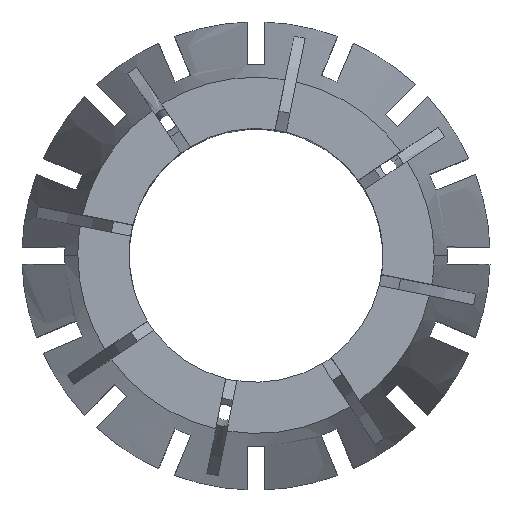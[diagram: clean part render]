
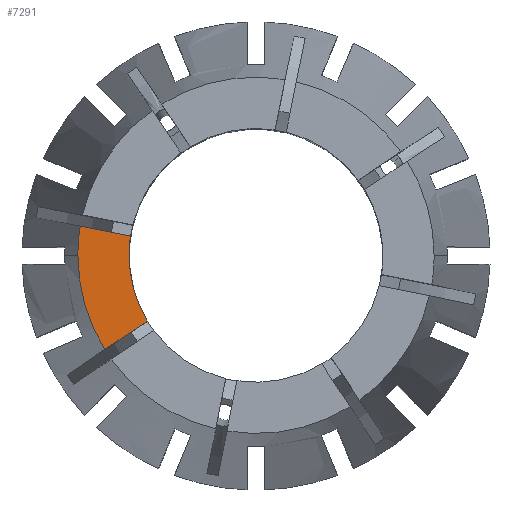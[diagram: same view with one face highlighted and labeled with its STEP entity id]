
A CAD part, top view. The second image highlights one B-rep face of the part: STEP entity #7291.
In plain terms, the highlighted planar face has unit normal (0, 0, 1).
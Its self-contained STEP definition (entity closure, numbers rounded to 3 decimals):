
#94 = CARTESIAN_POINT ( 'NONE',  ( -0.098, -0.49, 0. ) ) ;
#129 = DIRECTION ( 'NONE',  ( 0.981, -0.195, 0. ) ) ;
#289 = ORIENTED_EDGE ( 'NONE', *, *, #3936, .T. ) ;
#304 = DIRECTION ( 'NONE',  ( 0., 0., -1. ) ) ;
#404 = CARTESIAN_POINT ( 'NONE',  ( 0., 0., 0. ) ) ;
#539 = VERTEX_POINT ( 'NONE', #5620 ) ;
#849 = LINE ( 'NONE', #94, #1397 ) ;
#896 = ORIENTED_EDGE ( 'NONE', *, *, #5472, .T. ) ;
#1017 = DIRECTION ( 'NONE',  ( 0., 0., 1. ) ) ;
#1245 = CARTESIAN_POINT ( 'NONE',  ( -9.508, -5.752, 0. ) ) ;
#1317 = DIRECTION ( 'NONE',  ( 0.831, 0.556, 0. ) ) ;
#1397 = VECTOR ( 'NONE', #129, 1000. ) ;
#1454 = PLANE ( 'NONE',  #4034 ) ;
#1674 = CARTESIAN_POINT ( 'NONE',  ( -11.113, 0., 0. ) ) ;
#2005 = CIRCLE ( 'NONE', #4713, 15.595 ) ;
#2176 = DIRECTION ( 'NONE',  ( 1., 0., 0. ) ) ;
#2192 = DIRECTION ( 'NONE',  ( 1., 0., 0. ) ) ;
#2206 = CIRCLE ( 'NONE', #2250, 11.113 ) ;
#2250 = AXIS2_PLACEMENT_3D ( 'NONE', #2256, #1017, #2176 ) ;
#2256 = CARTESIAN_POINT ( 'NONE',  ( 0., 0., 0. ) ) ;
#2344 = ORIENTED_EDGE ( 'NONE', *, *, #5250, .T. ) ;
#2350 = AXIS2_PLACEMENT_3D ( 'NONE', #4817, #3731, #6623 ) ;
#2433 = CARTESIAN_POINT ( 'NONE',  ( 0., 0., 0. ) ) ;
#2455 = FACE_OUTER_BOUND ( 'NONE', #7430, .T. ) ;
#2477 = ORIENTED_EDGE ( 'NONE', *, *, #3354, .F. ) ;
#2586 = VECTOR ( 'NONE', #1317, 1000. ) ;
#2752 = VERTEX_POINT ( 'NONE', #1245 ) ;
#3110 = AXIS2_PLACEMENT_3D ( 'NONE', #2433, #3596, #6412 ) ;
#3354 = EDGE_CURVE ( 'NONE', #539, #4627, #849, .T. ) ;
#3596 = DIRECTION ( 'NONE',  ( 0., 0., 1. ) ) ;
#3731 = DIRECTION ( 'NONE',  ( 0., 0., 1. ) ) ;
#3912 = CARTESIAN_POINT ( 'NONE',  ( -13.238, -8.244, 0. ) ) ;
#3936 = EDGE_CURVE ( 'NONE', #5476, #2752, #5780, .T. ) ;
#4034 = AXIS2_PLACEMENT_3D ( 'NONE', #4269, #304, #5490 ) ;
#4269 = CARTESIAN_POINT ( 'NONE',  ( 0., 0., 0. ) ) ;
#4335 = EDGE_CURVE ( 'NONE', #4638, #2752, #4409, .T. ) ;
#4409 = CIRCLE ( 'NONE', #2350, 11.113 ) ;
#4525 = VERTEX_POINT ( 'NONE', #5622 ) ;
#4545 = ORIENTED_EDGE ( 'NONE', *, *, #4571, .F. ) ;
#4571 = EDGE_CURVE ( 'NONE', #4627, #4638, #2206, .T. ) ;
#4627 = VERTEX_POINT ( 'NONE', #5124 ) ;
#4638 = VERTEX_POINT ( 'NONE', #1674 ) ;
#4713 = AXIS2_PLACEMENT_3D ( 'NONE', #404, #7433, #2192 ) ;
#4817 = CARTESIAN_POINT ( 'NONE',  ( 0., 0., 0. ) ) ;
#4849 = CIRCLE ( 'NONE', #3110, 15.595 ) ;
#5124 = CARTESIAN_POINT ( 'NONE',  ( -10.985, 1.675, 0. ) ) ;
#5250 = EDGE_CURVE ( 'NONE', #4525, #5476, #4849, .T. ) ;
#5435 = CARTESIAN_POINT ( 'NONE',  ( -0.278, 0.416, 0. ) ) ;
#5472 = EDGE_CURVE ( 'NONE', #539, #4525, #2005, .T. ) ;
#5476 = VERTEX_POINT ( 'NONE', #3912 ) ;
#5490 = DIRECTION ( 'NONE',  ( -1., 0., 0. ) ) ;
#5620 = CARTESIAN_POINT ( 'NONE',  ( -15.385, 2.551, 0. ) ) ;
#5622 = CARTESIAN_POINT ( 'NONE',  ( -15.595, 0., 0. ) ) ;
#5780 = LINE ( 'NONE', #5435, #2586 ) ;
#6412 = DIRECTION ( 'NONE',  ( 1., 0., 0. ) ) ;
#6558 = ORIENTED_EDGE ( 'NONE', *, *, #4335, .F. ) ;
#6623 = DIRECTION ( 'NONE',  ( 1., 0., 0. ) ) ;
#7291 = ADVANCED_FACE ( 'NONE', ( #2455 ), #1454, .F. ) ;
#7430 = EDGE_LOOP ( 'NONE', ( #4545, #2477, #896, #2344, #289, #6558 ) ) ;
#7433 = DIRECTION ( 'NONE',  ( 0., 0., 1. ) ) ;
